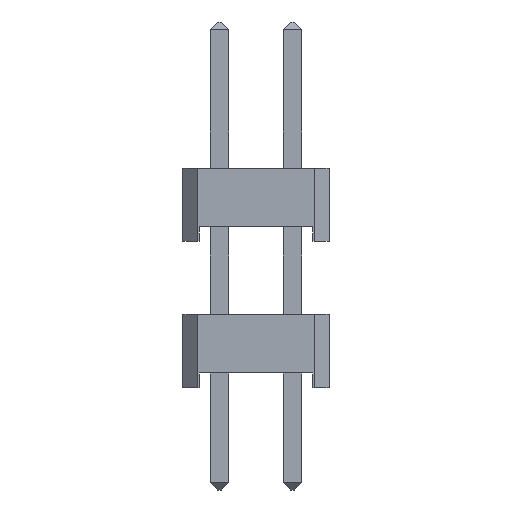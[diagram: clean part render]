
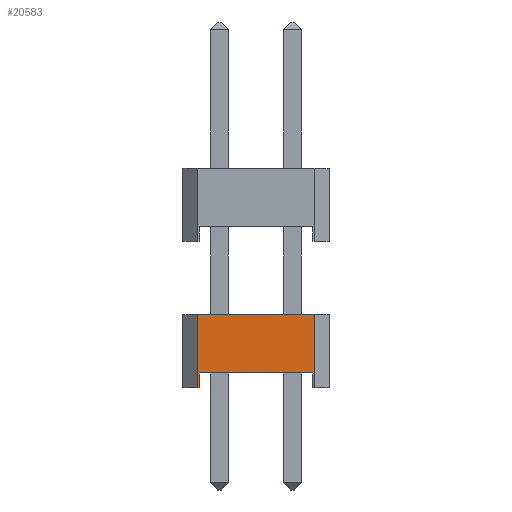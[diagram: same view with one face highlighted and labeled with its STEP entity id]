
A CAD part, left-side view. The second image highlights one B-rep face of the part: STEP entity #20583.
In plain terms, the highlighted planar face has unit normal (-1, 0, 0).
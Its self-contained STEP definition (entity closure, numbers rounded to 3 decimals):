
#1094=FACE_OUTER_BOUND('',#2308,.T.);
#2308=EDGE_LOOP('',(#15663,#15664,#15665,#15666,#15667,#15668,#15669,#15670));
#2911=LINE('',#27323,#5453);
#3996=LINE('',#29758,#6538);
#4603=LINE('',#30977,#7145);
#4628=LINE('',#31019,#7170);
#4629=LINE('',#31021,#7171);
#4630=LINE('',#31023,#7172);
#4631=LINE('',#31024,#7173);
#4632=LINE('',#31025,#7174);
#5453=VECTOR('',#22330,1.);
#6538=VECTOR('',#24163,1.);
#7145=VECTOR('',#25190,1.);
#7170=VECTOR('',#25221,1.);
#7171=VECTOR('',#25222,1.);
#7172=VECTOR('',#25223,1.);
#7173=VECTOR('',#25224,1.);
#7174=VECTOR('',#25225,1.);
#8073=VERTEX_POINT('',#27321);
#8074=VERTEX_POINT('',#27322);
#8833=VERTEX_POINT('',#29755);
#8834=VERTEX_POINT('',#29757);
#9235=VERTEX_POINT('',#30974);
#9236=VERTEX_POINT('',#30976);
#9251=VERTEX_POINT('',#31020);
#9252=VERTEX_POINT('',#31022);
#9845=EDGE_CURVE('',#8073,#8074,#2911,.T.);
#10942=EDGE_CURVE('',#8833,#8834,#3996,.T.);
#11549=EDGE_CURVE('',#9236,#9235,#4603,.T.);
#11574=EDGE_CURVE('',#9235,#8834,#4628,.T.);
#11575=EDGE_CURVE('',#9251,#8833,#4629,.T.);
#11576=EDGE_CURVE('',#9251,#9252,#4630,.T.);
#11577=EDGE_CURVE('',#8074,#9252,#4631,.T.);
#11578=EDGE_CURVE('',#9236,#8073,#4632,.T.);
#15663=ORIENTED_EDGE('',*,*,#11549,.T.);
#15664=ORIENTED_EDGE('',*,*,#11574,.T.);
#15665=ORIENTED_EDGE('',*,*,#10942,.F.);
#15666=ORIENTED_EDGE('',*,*,#11575,.F.);
#15667=ORIENTED_EDGE('',*,*,#11576,.T.);
#15668=ORIENTED_EDGE('',*,*,#11577,.F.);
#15669=ORIENTED_EDGE('',*,*,#9845,.F.);
#15670=ORIENTED_EDGE('',*,*,#11578,.F.);
#18566=PLANE('',#21716);
#20583=ADVANCED_FACE('',(#1094),#18566,.F.);
#21716=AXIS2_PLACEMENT_3D('',#31018,#25219,#25220);
#22330=DIRECTION('',(0.,1.,0.));
#24163=DIRECTION('',(0.,-1.,0.));
#25190=DIRECTION('',(0.,-1.,0.));
#25219=DIRECTION('center_axis',(1.,0.,0.));
#25220=DIRECTION('ref_axis',(0.,0.,-1.));
#25221=DIRECTION('',(0.,0.,1.));
#25222=DIRECTION('',(0.,0.,1.));
#25223=DIRECTION('',(0.,-1.,0.));
#25224=DIRECTION('',(0.,0.,-1.));
#25225=DIRECTION('',(0.,0.,1.));
#27321=CARTESIAN_POINT('',(-14.,-1.55,0.2));
#27322=CARTESIAN_POINT('',(-14.,1.55,0.2));
#27323=CARTESIAN_POINT('',(-14.,-1.55,0.2));
#29755=CARTESIAN_POINT('',(-14.,1.6,1.8));
#29757=CARTESIAN_POINT('',(-14.,-1.6,1.8));
#29758=CARTESIAN_POINT('',(-14.,2.,1.8));
#30974=CARTESIAN_POINT('',(-14.,-1.6,-0.2));
#30976=CARTESIAN_POINT('',(-14.,-1.55,-0.2));
#30977=CARTESIAN_POINT('',(-14.,2.,-0.2));
#31018=CARTESIAN_POINT('Origin',(-14.,2.,1.8));
#31019=CARTESIAN_POINT('',(-14.,-1.6,-3.));
#31020=CARTESIAN_POINT('',(-14.,1.6,-0.2));
#31021=CARTESIAN_POINT('',(-14.,1.6,-3.));
#31022=CARTESIAN_POINT('',(-14.,1.55,-0.2));
#31023=CARTESIAN_POINT('',(-14.,2.,-0.2));
#31024=CARTESIAN_POINT('',(-14.,1.55,-0.6));
#31025=CARTESIAN_POINT('',(-14.,-1.55,-0.6));
